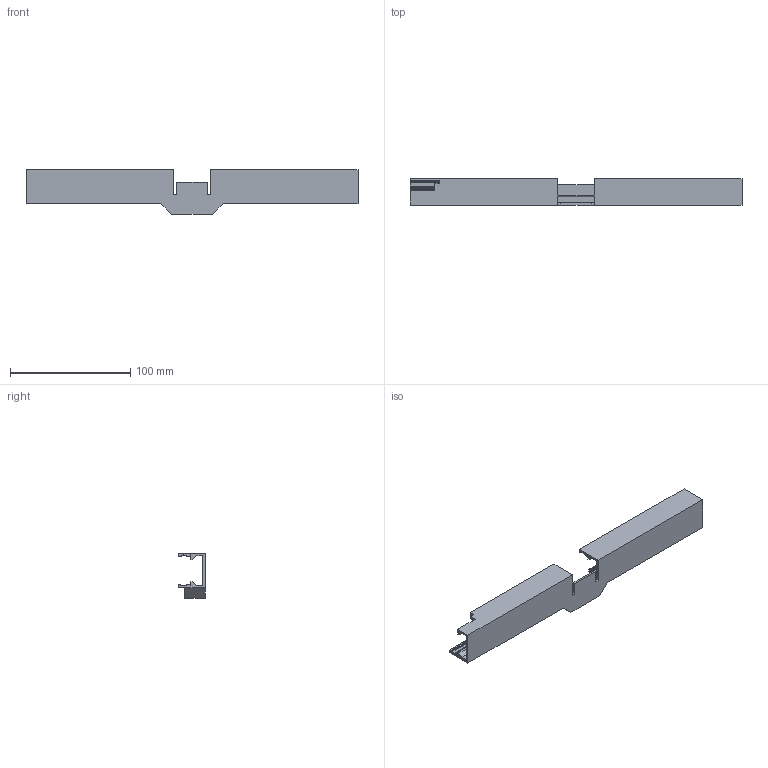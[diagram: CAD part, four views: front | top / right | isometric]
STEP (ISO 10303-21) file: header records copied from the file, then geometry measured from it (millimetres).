
FILE_DESCRIPTION(('FreeCAD Model'),'2;1');
FILE_NAME('Open CASCADE Shape Model','1974-01-01T00:00:00',(''),(''), 'Open CASCADE STEP processor 7.7','FreeCAD','Unknown');
FILE_SCHEMA(('AUTOMOTIVE_DESIGN { 1 0 10303 214 1 1 1 1 }'));
Length unit declared in the file: millimetre
Products named in the file (1): k1_cable_cover_horizontal_step
Bounding box: 276 x 21.88 x 37.39 mm (x, y, z)
Volume: 44799.8 mm3; surface area: 39767.5 mm2
Topology: 1 solids, 1 shells, 241 faces, 714 edges, 475 vertices
Faces by surface type: plane 236, cylinder 5
Entity records: 7904 total; most frequent: CARTESIAN_POINT 1431, ORIENTED_EDGE 1428, DIRECTION 1208, EDGE_CURVE 714, LINE 704, VECTOR 704, VERTEX_POINT 475, AXIS2_PLACEMENT_3D 252
